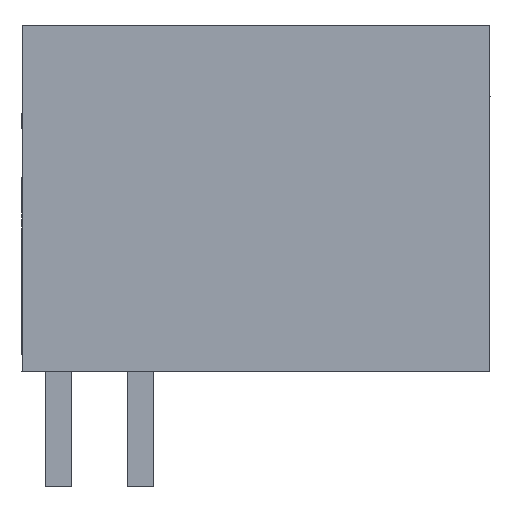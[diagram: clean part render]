
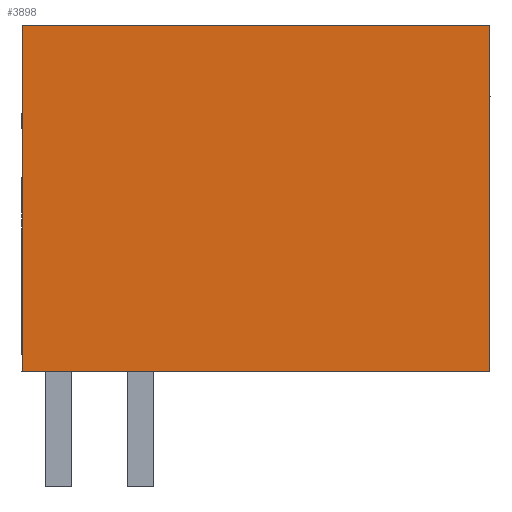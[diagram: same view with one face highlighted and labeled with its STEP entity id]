
A CAD part, left-side view. The second image highlights one B-rep face of the part: STEP entity #3898.
In plain terms, the highlighted planar face has unit normal (-1, 0, 0).
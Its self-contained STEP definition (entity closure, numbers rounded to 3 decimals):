
#3878=AXIS2_PLACEMENT_3D('Plane Axis2P3D',#3875,#3876,#3877) ;
#1078=CARTESIAN_POINT('Vertex',(0.,0.,14.)) ;
#1081=CARTESIAN_POINT('Line Origine',(0.,0.,8.75)) ;
#1085=CARTESIAN_POINT('Vertex',(0.,0.,3.5)) ;
#3164=CARTESIAN_POINT('Line Origine',(0.,7.1,14.)) ;
#3168=CARTESIAN_POINT('Vertex',(0.,14.2,14.)) ;
#3875=CARTESIAN_POINT('Axis2P3D Location',(0.,14.2,0.)) ;
#3880=CARTESIAN_POINT('Line Origine',(0.,7.1,3.5)) ;
#3884=CARTESIAN_POINT('Vertex',(0.,14.2,3.5)) ;
#3887=CARTESIAN_POINT('Line Origine',(0.,14.2,8.75)) ;
#1082=DIRECTION('Vector Direction',(0.,0.,-1.)) ;
#3165=DIRECTION('Vector Direction',(0.,-1.,0.)) ;
#3876=DIRECTION('Axis2P3D Direction',(-1.,0.,0.)) ;
#3877=DIRECTION('Axis2P3D XDirection',(0.,-1.,0.)) ;
#3881=DIRECTION('Vector Direction',(0.,-1.,0.)) ;
#3888=DIRECTION('Vector Direction',(0.,0.,-1.)) ;
#1083=VECTOR('Line Direction',#1082,1.) ;
#3166=VECTOR('Line Direction',#3165,1.) ;
#3882=VECTOR('Line Direction',#3881,1.) ;
#3889=VECTOR('Line Direction',#3888,1.) ;
#3893=ORIENTED_EDGE('',*,*,#3886,.T.) ;
#3894=ORIENTED_EDGE('',*,*,#1087,.T.) ;
#3895=ORIENTED_EDGE('',*,*,#3170,.T.) ;
#3896=ORIENTED_EDGE('',*,*,#3891,.T.) ;
#3898=ADVANCED_FACE('HOUSING',(#3897),#3879,.T.) ;
#1087=EDGE_CURVE('',#1086,#1079,#1084,.F.) ;
#3170=EDGE_CURVE('',#1079,#3169,#3167,.F.) ;
#3886=EDGE_CURVE('',#3885,#1086,#3883,.T.) ;
#3891=EDGE_CURVE('',#3169,#3885,#3890,.T.) ;
#3892=EDGE_LOOP('',(#3893,#3894,#3895,#3896)) ;
#3897=FACE_OUTER_BOUND('',#3892,.T.) ;
#1084=LINE('Line',#1081,#1083) ;
#3167=LINE('Line',#3164,#3166) ;
#3883=LINE('Line',#3880,#3882) ;
#3890=LINE('Line',#3887,#3889) ;
#3879=PLANE('',#3878) ;
#1079=VERTEX_POINT('',#1078) ;
#1086=VERTEX_POINT('',#1085) ;
#3169=VERTEX_POINT('',#3168) ;
#3885=VERTEX_POINT('',#3884) ;
